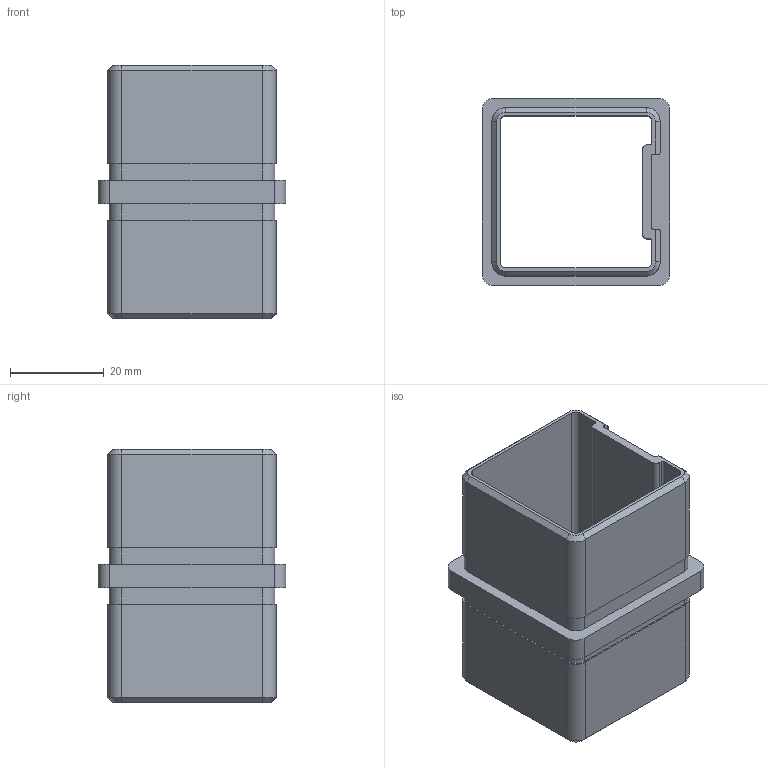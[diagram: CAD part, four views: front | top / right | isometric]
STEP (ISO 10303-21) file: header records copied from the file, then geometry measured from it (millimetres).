
FILE_DESCRIPTION (( 'STEP AP203' ), '1' );
FILE_NAME ('A_4790-040.STEP', '2021-12-08T09:39:04', ( '' ), ( '' ), 'SwSTEP 2.0', 'SolidWorks 2019', '' );
FILE_SCHEMA (( 'CONFIG_CONTROL_DESIGN' ));
Length unit declared in the file: millimetre
Products named in the file (1): A_4790-040
Bounding box: 40 x 40 x 54 mm (x, y, z)
Volume: 14370.9 mm3; surface area: 15895.7 mm2
Topology: 1 solids, 1 shells, 98 faces, 266 edges, 172 vertices
Faces by surface type: plane 54, cylinder 36, cone 8
Entity records: 3163 total; most frequent: CARTESIAN_POINT 549, DIRECTION 540, ORIENTED_EDGE 532, EDGE_CURVE 266, VECTOR 182, LINE 182, AXIS2_PLACEMENT_3D 179, VERTEX_POINT 172
